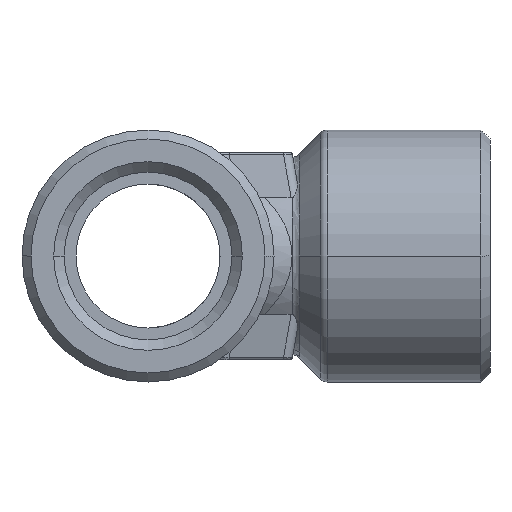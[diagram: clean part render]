
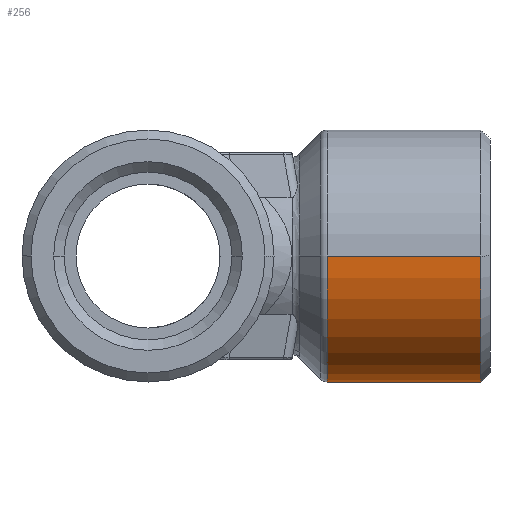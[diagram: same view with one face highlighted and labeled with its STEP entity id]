
A CAD part, left-side view. The second image highlights one B-rep face of the part: STEP entity #256.
In plain terms, the highlighted cylindrical face has radius 14 mm (diameter 28 mm), a partial arc.
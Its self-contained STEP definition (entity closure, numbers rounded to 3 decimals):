
#256=ADVANCED_FACE('',(#721),#722,.T.);
#721=FACE_OUTER_BOUND('',#1439,.T.);
#722=CYLINDRICAL_SURFACE('',#1440,14.0);
#1439=EDGE_LOOP('',(#3754,#3755,#3756,#3757,#3758));
#1440=AXIS2_PLACEMENT_3D('',#3759,#3760,#3761);
#3754=ORIENTED_EDGE('',*,*,#5573,.F.);
#3755=ORIENTED_EDGE('',*,*,#5574,.T.);
#3756=ORIENTED_EDGE('',*,*,#5575,.F.);
#3757=ORIENTED_EDGE('',*,*,#5576,.T.);
#3758=ORIENTED_EDGE('',*,*,#5577,.T.);
#3759=CARTESIAN_POINT('',(0.0,-41.225,0.0));
#3760=DIRECTION('',(0.0,-1.0,0.0));
#3761=DIRECTION('',(1.0,0.0,0.0));
#5573=EDGE_CURVE('',#6343,#6344,#6345,.T.);
#5574=EDGE_CURVE('',#6343,#6346,#6347,.T.);
#5575=EDGE_CURVE('',#6348,#6346,#6349,.T.);
#5576=EDGE_CURVE('',#6348,#6350,#6351,.T.);
#5577=EDGE_CURVE('',#6350,#6344,#6352,.T.);
#6343=VERTEX_POINT('',#7506);
#6344=VERTEX_POINT('',#7507);
#6345=LINE('',#7508,#7509);
#6346=VERTEX_POINT('',#7510);
#6347=CIRCLE('',#7511,14.0);
#6348=VERTEX_POINT('',#7512);
#6349=LINE('',#7513,#7514);
#6350=VERTEX_POINT('',#7515);
#6351=CIRCLE('',#7516,14.0);
#6352=CIRCLE('',#7517,14.0);
#7506=CARTESIAN_POINT('',(14.0,-37.0,0.));
#7507=CARTESIAN_POINT('',(14.0,-19.914,0.));
#7508=CARTESIAN_POINT('',(14.0,-28.457,0.));
#7509=VECTOR('',#11020,1.0);
#7510=CARTESIAN_POINT('',(-14.0,-37.0,0.0));
#7511=AXIS2_PLACEMENT_3D('',#11021,#11022,#11023);
#7512=CARTESIAN_POINT('',(-14.0,-19.914,0.0));
#7513=CARTESIAN_POINT('',(-14.0,-28.457,0.));
#7514=VECTOR('',#11024,1.0);
#7515=CARTESIAN_POINT('',(0.,-19.914,-14.0));
#7516=AXIS2_PLACEMENT_3D('',#11025,#11026,#11027);
#7517=AXIS2_PLACEMENT_3D('',#11028,#11029,#11030);
#11020=DIRECTION('',(-0.0,1.0,-0.0));
#11021=CARTESIAN_POINT('',(0.0,-37.0,0.0));
#11022=DIRECTION('',(0.0,1.0,0.0));
#11023=DIRECTION('',(-1.0,0.0,0.0));
#11024=DIRECTION('',(0.0,-1.0,0.0));
#11025=CARTESIAN_POINT('',(0.0,-19.914,0.0));
#11026=DIRECTION('',(0.0,-1.0,0.0));
#11027=DIRECTION('',(1.0,0.0,0.0));
#11028=CARTESIAN_POINT('',(0.0,-19.914,0.0));
#11029=DIRECTION('',(0.0,-1.0,0.0));
#11030=DIRECTION('',(1.0,0.0,0.0));
